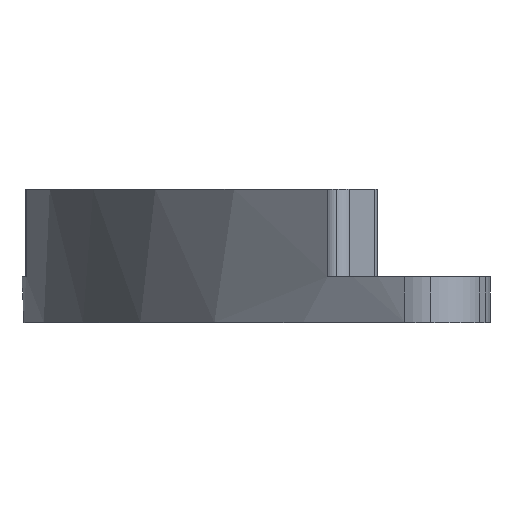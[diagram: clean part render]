
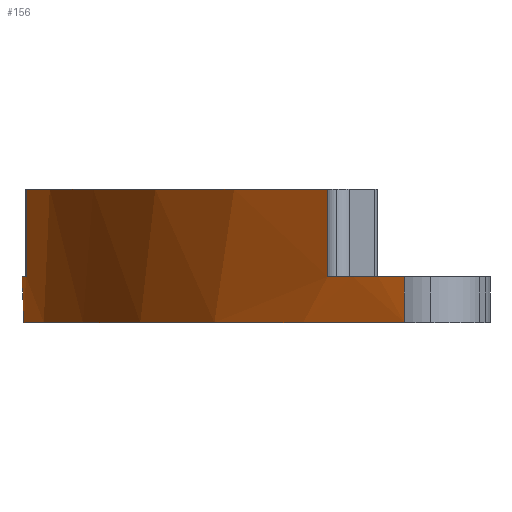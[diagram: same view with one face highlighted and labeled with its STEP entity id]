
A CAD part, left-side view. The second image highlights one B-rep face of the part: STEP entity #156.
In plain terms, the highlighted cylindrical face has radius 49 mm (diameter 98 mm), a partial arc.
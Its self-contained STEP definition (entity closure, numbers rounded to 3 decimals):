
#69 = CARTESIAN_POINT ( 'NONE',  ( 39.494, 29.004, 8.7 ) ) ;
#71 = CYLINDRICAL_SURFACE ( 'NONE', #1152, 49. ) ;
#76 = DIRECTION ( 'NONE',  ( 0., 0., -1. ) ) ;
#80 = EDGE_CURVE ( 'NONE', #707, #1019, #266, .T. ) ;
#125 = DIRECTION ( 'NONE',  ( 0., 0., 1. ) ) ;
#128 = EDGE_CURVE ( 'NONE', #707, #648, #1160, .T. ) ;
#133 = CARTESIAN_POINT ( 'NONE',  ( 0., 0., 3. ) ) ;
#138 = CARTESIAN_POINT ( 'NONE',  ( -42.726, 23.989, 3. ) ) ;
#156 = ADVANCED_FACE ( 'NONE', ( #1368 ), #71, .T. ) ;
#178 = DIRECTION ( 'NONE',  ( 1., 0., 0. ) ) ;
#186 = CARTESIAN_POINT ( 'NONE',  ( 42.726, 23.989, 3. ) ) ;
#196 = CARTESIAN_POINT ( 'NONE',  ( 0., 0., 3. ) ) ;
#202 = EDGE_CURVE ( 'NONE', #403, #359, #1393, .T. ) ;
#203 = DIRECTION ( 'NONE',  ( 0., 0., -1. ) ) ;
#206 = CARTESIAN_POINT ( 'NONE',  ( -5.371, 48.705, 8.7 ) ) ;
#215 = VECTOR ( 'NONE', #441, 1000. ) ;
#241 = ORIENTED_EDGE ( 'NONE', *, *, #599, .T. ) ;
#266 = CIRCLE ( 'NONE', #347, 49. ) ;
#268 = CIRCLE ( 'NONE', #731, 49. ) ;
#276 = EDGE_CURVE ( 'NONE', #1046, #344, #652, .T. ) ;
#286 = DIRECTION ( 'NONE',  ( -1., 0., 0. ) ) ;
#344 = VERTEX_POINT ( 'NONE', #1444 ) ;
#347 = AXIS2_PLACEMENT_3D ( 'NONE', #133, #646, #622 ) ;
#348 = CIRCLE ( 'NONE', #1483, 49. ) ;
#358 = EDGE_CURVE ( 'NONE', #568, #772, #361, .T. ) ;
#359 = VERTEX_POINT ( 'NONE', #459 ) ;
#361 = LINE ( 'NONE', #1294, #1285 ) ;
#396 = CARTESIAN_POINT ( 'NONE',  ( 42.726, 23.989, 3. ) ) ;
#403 = VERTEX_POINT ( 'NONE', #396 ) ;
#414 = LINE ( 'NONE', #893, #455 ) ;
#424 = DIRECTION ( 'NONE',  ( 0., 0., -1. ) ) ;
#431 = VECTOR ( 'NONE', #1252, 1000. ) ;
#441 = DIRECTION ( 'NONE',  ( 0., 0., -1. ) ) ;
#442 = DIRECTION ( 'NONE',  ( 0., 0., 1. ) ) ;
#443 = ORIENTED_EDGE ( 'NONE', *, *, #128, .T. ) ;
#455 = VECTOR ( 'NONE', #76, 1000. ) ;
#459 = CARTESIAN_POINT ( 'NONE',  ( 42.726, 23.989, 0. ) ) ;
#464 = EDGE_CURVE ( 'NONE', #752, #1289, #856, .T. ) ;
#469 = ORIENTED_EDGE ( 'NONE', *, *, #1374, .F. ) ;
#472 = DIRECTION ( 'NONE',  ( 0., 0., 1. ) ) ;
#481 = CARTESIAN_POINT ( 'NONE',  ( 5.371, 48.705, 3. ) ) ;
#519 = ORIENTED_EDGE ( 'NONE', *, *, #1502, .F. ) ;
#568 = VERTEX_POINT ( 'NONE', #69 ) ;
#569 = CARTESIAN_POINT ( 'NONE',  ( 39.494, 29.004, 3. ) ) ;
#575 = ORIENTED_EDGE ( 'NONE', *, *, #1072, .T. ) ;
#585 = VECTOR ( 'NONE', #125, 1000. ) ;
#587 = CARTESIAN_POINT ( 'NONE',  ( 0., 0., 8.7 ) ) ;
#599 = EDGE_CURVE ( 'NONE', #359, #752, #268, .T. ) ;
#613 = ORIENTED_EDGE ( 'NONE', *, *, #464, .T. ) ;
#622 = DIRECTION ( 'NONE',  ( 1., 0., 0. ) ) ;
#629 = DIRECTION ( 'NONE',  ( 0., 0., 1. ) ) ;
#646 = DIRECTION ( 'NONE',  ( 0., 0., 1. ) ) ;
#648 = VERTEX_POINT ( 'NONE', #1121 ) ;
#652 = CIRCLE ( 'NONE', #1127, 49. ) ;
#658 = EDGE_CURVE ( 'NONE', #1046, #1019, #414, .T. ) ;
#707 = VERTEX_POINT ( 'NONE', #481 ) ;
#731 = AXIS2_PLACEMENT_3D ( 'NONE', #1036, #1020, #178 ) ;
#751 = CIRCLE ( 'NONE', #1257, 49. ) ;
#752 = VERTEX_POINT ( 'NONE', #1429 ) ;
#772 = VERTEX_POINT ( 'NONE', #569 ) ;
#784 = LINE ( 'NONE', #1267, #585 ) ;
#814 = DIRECTION ( 'NONE',  ( 0., 0., 1. ) ) ;
#856 = LINE ( 'NONE', #138, #1381 ) ;
#865 = ORIENTED_EDGE ( 'NONE', *, *, #202, .T. ) ;
#893 = CARTESIAN_POINT ( 'NONE',  ( -5.371, 48.705, 3. ) ) ;
#905 = DIRECTION ( 'NONE',  ( 1., 0., 0. ) ) ;
#920 = DIRECTION ( 'NONE',  ( 1., 0., 0. ) ) ;
#940 = VERTEX_POINT ( 'NONE', #1242 ) ;
#979 = AXIS2_PLACEMENT_3D ( 'NONE', #1264, #442, #905 ) ;
#1019 = VERTEX_POINT ( 'NONE', #1171 ) ;
#1020 = DIRECTION ( 'NONE',  ( 0., 0., 1. ) ) ;
#1036 = CARTESIAN_POINT ( 'NONE',  ( 0., 0., 0. ) ) ;
#1046 = VERTEX_POINT ( 'NONE', #206 ) ;
#1052 = CIRCLE ( 'NONE', #979, 49. ) ;
#1072 = EDGE_CURVE ( 'NONE', #940, #344, #784, .T. ) ;
#1121 = CARTESIAN_POINT ( 'NONE',  ( 5.371, 48.705, 8.7 ) ) ;
#1127 = AXIS2_PLACEMENT_3D ( 'NONE', #587, #472, #1318 ) ;
#1141 = ORIENTED_EDGE ( 'NONE', *, *, #1447, .F. ) ;
#1152 = AXIS2_PLACEMENT_3D ( 'NONE', #196, #424, #286 ) ;
#1160 = LINE ( 'NONE', #1497, #431 ) ;
#1162 = ORIENTED_EDGE ( 'NONE', *, *, #276, .F. ) ;
#1171 = CARTESIAN_POINT ( 'NONE',  ( -5.371, 48.705, 3. ) ) ;
#1187 = EDGE_LOOP ( 'NONE', ( #241, #613, #469, #575, #1162, #1398, #1506, #443, #519, #1389, #1141, #865 ) ) ;
#1229 = CARTESIAN_POINT ( 'NONE',  ( -42.726, 23.989, 3. ) ) ;
#1242 = CARTESIAN_POINT ( 'NONE',  ( -39.494, 29.004, 3. ) ) ;
#1252 = DIRECTION ( 'NONE',  ( 0., 0., 1. ) ) ;
#1257 = AXIS2_PLACEMENT_3D ( 'NONE', #1528, #814, #920 ) ;
#1264 = CARTESIAN_POINT ( 'NONE',  ( 0., 0., 8.7 ) ) ;
#1267 = CARTESIAN_POINT ( 'NONE',  ( -39.494, 29.004, 3. ) ) ;
#1285 = VECTOR ( 'NONE', #203, 1000. ) ;
#1289 = VERTEX_POINT ( 'NONE', #1229 ) ;
#1294 = CARTESIAN_POINT ( 'NONE',  ( 39.494, 29.004, 3. ) ) ;
#1318 = DIRECTION ( 'NONE',  ( 1., 0., 0. ) ) ;
#1368 = FACE_OUTER_BOUND ( 'NONE', #1187, .T. ) ;
#1374 = EDGE_CURVE ( 'NONE', #940, #1289, #348, .T. ) ;
#1381 = VECTOR ( 'NONE', #629, 1000. ) ;
#1388 = DIRECTION ( 'NONE',  ( 0., 0., 1. ) ) ;
#1389 = ORIENTED_EDGE ( 'NONE', *, *, #358, .T. ) ;
#1393 = LINE ( 'NONE', #186, #215 ) ;
#1398 = ORIENTED_EDGE ( 'NONE', *, *, #658, .T. ) ;
#1411 = CARTESIAN_POINT ( 'NONE',  ( 0., 0., 3. ) ) ;
#1429 = CARTESIAN_POINT ( 'NONE',  ( -42.726, 23.989, 0. ) ) ;
#1444 = CARTESIAN_POINT ( 'NONE',  ( -39.494, 29.004, 8.7 ) ) ;
#1447 = EDGE_CURVE ( 'NONE', #403, #772, #751, .T. ) ;
#1483 = AXIS2_PLACEMENT_3D ( 'NONE', #1411, #1388, #1505 ) ;
#1497 = CARTESIAN_POINT ( 'NONE',  ( 5.371, 48.705, 3. ) ) ;
#1502 = EDGE_CURVE ( 'NONE', #568, #648, #1052, .T. ) ;
#1505 = DIRECTION ( 'NONE',  ( 1., 0., 0. ) ) ;
#1506 = ORIENTED_EDGE ( 'NONE', *, *, #80, .F. ) ;
#1528 = CARTESIAN_POINT ( 'NONE',  ( 0., 0., 3. ) ) ;
